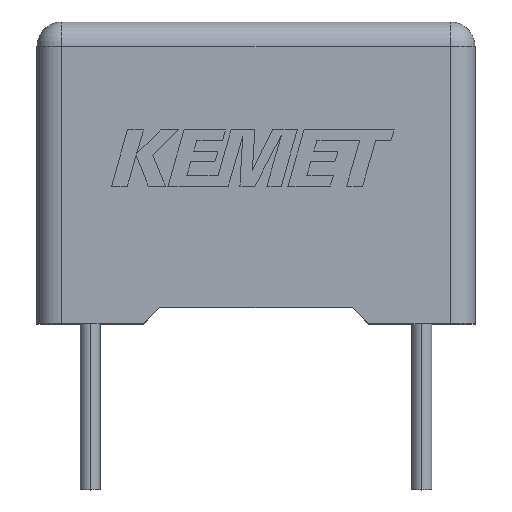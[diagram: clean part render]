
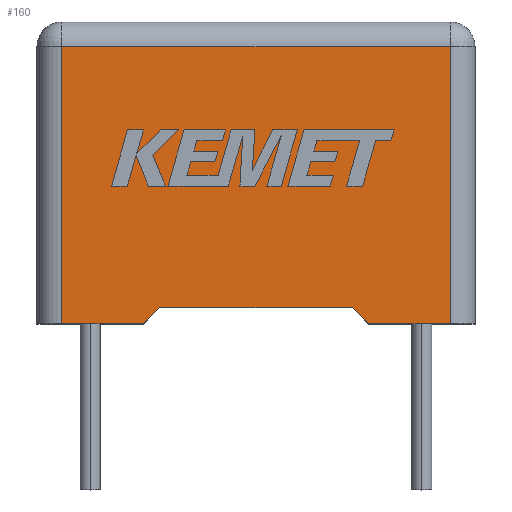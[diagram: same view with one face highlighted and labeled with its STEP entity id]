
A CAD part, top view. The second image highlights one B-rep face of the part: STEP entity #160.
In plain terms, the highlighted planar face has unit normal (0, 0, 1).
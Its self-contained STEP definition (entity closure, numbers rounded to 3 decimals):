
#160=ADVANCED_FACE('NONE',(#387),#388,.F.);
#387=FACE_OUTER_BOUND('',#697,.T.);
#388=PLANE('',#698);
#697=EDGE_LOOP('',(#1023,#1024,#1025,#1026,#1027,#1028,#1029,#1030));
#698=AXIS2_PLACEMENT_3D('',#1031,#1032,#1033);
#1023=ORIENTED_EDGE('',*,*,#1853,.F.);
#1024=ORIENTED_EDGE('',*,*,#1854,.T.);
#1025=ORIENTED_EDGE('',*,*,#1855,.T.);
#1026=ORIENTED_EDGE('',*,*,#1856,.T.);
#1027=ORIENTED_EDGE('',*,*,#1857,.F.);
#1028=ORIENTED_EDGE('',*,*,#1858,.F.);
#1029=ORIENTED_EDGE('',*,*,#1828,.T.);
#1030=ORIENTED_EDGE('',*,*,#1859,.F.);
#1031=CARTESIAN_POINT('',(0.0,0.0,4.2));
#1032=DIRECTION('',(0.0,0.0,-1.0));
#1033=DIRECTION('',(0.0,-1.0,0.0));
#1828=EDGE_CURVE('NONE',#2176,#2174,#2177,.T.);
#1853=EDGE_CURVE('NONE',#2219,#2220,#2221,.T.);
#1854=EDGE_CURVE('NONE',#2219,#2222,#2223,.T.);
#1855=EDGE_CURVE('NONE',#2222,#2224,#2225,.T.);
#1856=EDGE_CURVE('NONE',#2224,#2226,#2227,.T.);
#1857=EDGE_CURVE('NONE',#2228,#2226,#2229,.T.);
#1858=EDGE_CURVE('NONE',#2176,#2228,#2230,.T.);
#1859=EDGE_CURVE('NONE',#2220,#2174,#2231,.T.);
#2174=VERTEX_POINT('NONE',#2670);
#2176=VERTEX_POINT('NONE',#2673);
#2177=LINE('',#2674,#2675);
#2219=VERTEX_POINT('NONE',#2735);
#2220=VERTEX_POINT('NONE',#2736);
#2221=LINE('',#2737,#2738);
#2222=VERTEX_POINT('NONE',#2739);
#2223=LINE('',#2740,#2741);
#2224=VERTEX_POINT('NONE',#2742);
#2225=LINE('',#2743,#2744);
#2226=VERTEX_POINT('NONE',#2745);
#2227=LINE('',#2746,#2747);
#2228=VERTEX_POINT('NONE',#2748);
#2229=LINE('',#2749,#2750);
#2230=LINE('',#2751,#2752);
#2231=LINE('',#2753,#2754);
#2670=CARTESIAN_POINT('',(2.9,-4.3,4.2));
#2673=CARTESIAN_POINT('',(-2.9,-4.3,4.2));
#2674=CARTESIAN_POINT('',(-6.6,-4.3,4.2));
#2675=VECTOR('',#3356,1000.0);
#2735=CARTESIAN_POINT('',(5.85,-4.8,4.2));
#2736=CARTESIAN_POINT('',(3.4,-4.8,4.2));
#2737=CARTESIAN_POINT('',(2.9,-4.8,4.2));
#2738=VECTOR('',#3381,1000.0);
#2739=CARTESIAN_POINT('',(5.85,3.55,4.2));
#2740=CARTESIAN_POINT('',(5.85,0.0,4.2));
#2741=VECTOR('',#3382,1000.0);
#2742=CARTESIAN_POINT('',(-5.85,3.55,4.2));
#2743=CARTESIAN_POINT('',(0.0,3.55,4.2));
#2744=VECTOR('',#3383,1000.0);
#2745=CARTESIAN_POINT('',(-5.85,-4.8,4.2));
#2746=CARTESIAN_POINT('',(-5.85,0.,4.2));
#2747=VECTOR('',#3384,1000.0);
#2748=CARTESIAN_POINT('',(-3.4,-4.8,4.2));
#2749=CARTESIAN_POINT('',(-6.6,-4.8,4.2));
#2750=VECTOR('',#3385,1000.0);
#2751=CARTESIAN_POINT('',(-2.9,-4.3,4.2));
#2752=VECTOR('',#3386,1000.0);
#2753=CARTESIAN_POINT('',(3.4,-4.8,4.2));
#2754=VECTOR('',#3387,1000.0);
#3356=DIRECTION('',(1.0,0.0,0.0));
#3381=DIRECTION('',(-1.0,-0.0,-0.0));
#3382=DIRECTION('',(0.0,1.0,0.0));
#3383=DIRECTION('',(-1.0,0.0,0.0));
#3384=DIRECTION('',(0.,-1.0,0.0));
#3385=DIRECTION('',(-1.0,-0.0,-0.0));
#3386=DIRECTION('',(-0.707,-0.707,0.0));
#3387=DIRECTION('',(-0.707,0.707,0.0));
